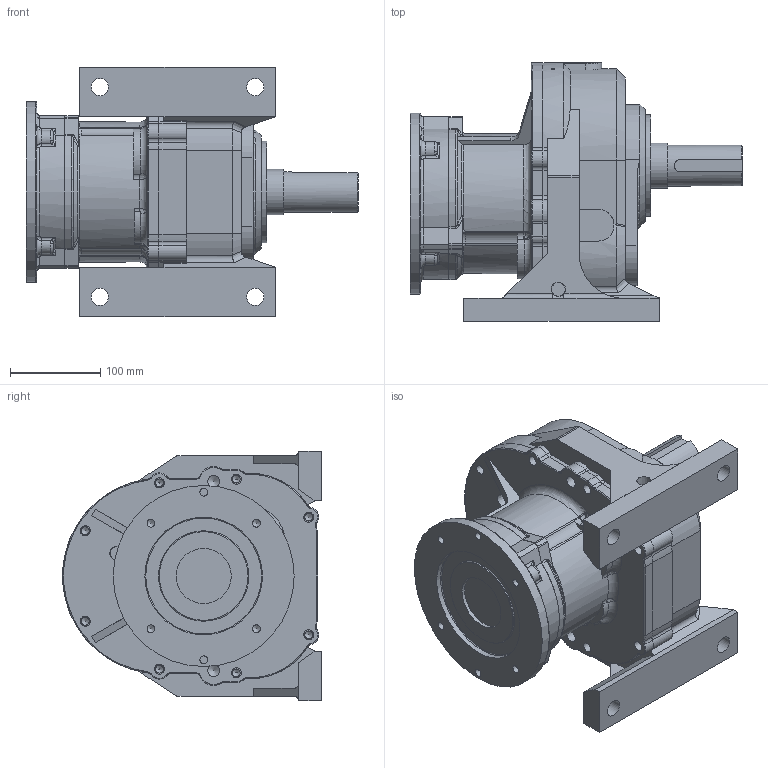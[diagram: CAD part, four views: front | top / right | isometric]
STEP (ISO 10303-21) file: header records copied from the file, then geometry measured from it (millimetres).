
FILE_DESCRIPTION (( 'STEP AP214' ), '1' );
FILE_NAME ('EK2DO07806H001_F1HF_1.5KW_R40.stp', '2022-07-03T23:43:16', ( 'Windows 餌辨濠' ), ( '' ), 'SwSTEP 2.0', 'SolidWorks 2021', '' );
FILE_SCHEMA (( 'AUTOMOTIVE_DESIGN' ));
Length unit declared in the file: millimetre
Products named in the file (5): CASING_DKA0102309; EK2DO07806H001_F1HF_1.5KW_R40; DKA0800222_BRACKET; 17_15; DKG1300339__1.5
Assembly tree (4 placements, depth 2):
  EK2DO07806H001_F1HF_1.5KW_R40
    CASING_DKA0102309
    17_15
    DKG1300339__1.5
    DKA0800222_BRACKET
Bounding box: 367 x 286 x 276 mm (x, y, z)
Volume: 9606263.7 mm3; surface area: 592332.2 mm2
Topology: 4 solids, 4 shells, 515 faces, 1340 edges, 826 vertices
Faces by surface type: cylinder 209, plane 122, torus 79, bspline 64, cone 35, sphere 6
Full cylindrical faces by diameter (mm): 2.7 x2, 6.8 x3, 8.5 x14, 9 x3, 11 x8, 13 x4, 19 x4, 45 x1, 50 x1, 61 x1, 98 x1, 112 x1, 130 x1, 200 x1
Entity records: 20694 total; most frequent: CARTESIAN_POINT 8388, DIRECTION 2482, ORIENTED_EDGE 2430, EDGE_CURVE 1215, AXIS2_PLACEMENT_3D 1035, VERTEX_POINT 788, EDGE_LOOP 635, CIRCLE 577
